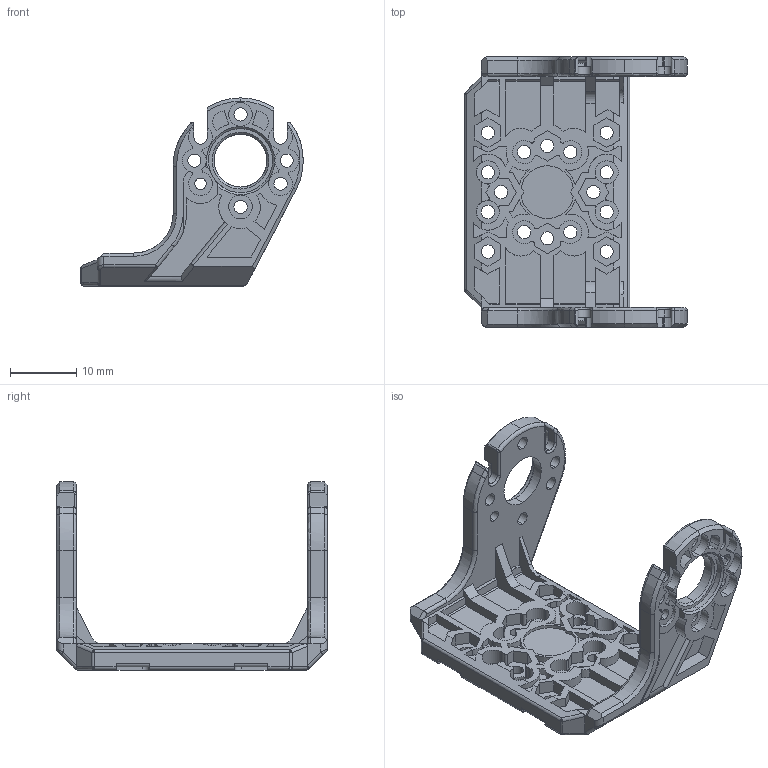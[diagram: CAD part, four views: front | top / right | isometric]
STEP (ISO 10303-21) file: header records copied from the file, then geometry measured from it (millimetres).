
FILE_DESCRIPTION (( 'STEP AP214' ), '1' );
FILE_NAME ('DRB-0011.step', '2015-02-11T17:07:59', ( 'Alexandre' ), ( '' ), 'SwSTEP 2.0', 'SolidWorks 2015', '' );
FILE_SCHEMA (( 'AUTOMOTIVE_DESIGN' ));
Length unit declared in the file: millimetre
Products named in the file (1): DRB-0011
Bounding box: 33.7 x 41 x 28.5 mm (x, y, z)
Volume: 4089 mm3; surface area: 5622 mm2
Topology: 1 solids, 1 shells, 669 faces, 1874 edges, 1206 vertices
Faces by surface type: cylinder 311, plane 288, bspline 48, cone 21, torus 1
Entity records: 31120 total; most frequent: CARTESIAN_POINT 6636, ORIENTED_EDGE 3710, DIRECTION 3462, EDGE_CURVE 1855, AXIS2_PLACEMENT_3D 1211, VERTEX_POINT 1206, VECTOR 1040, LINE 1040
